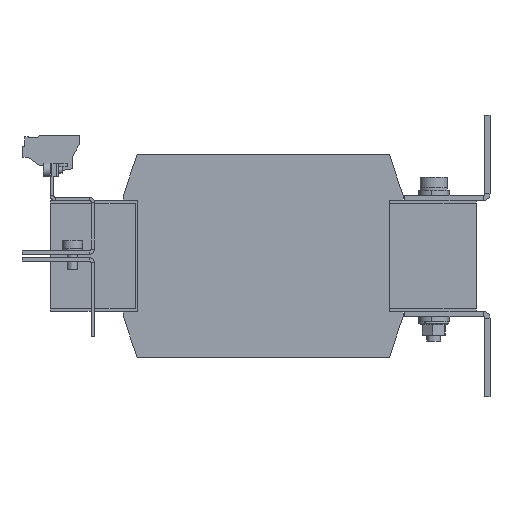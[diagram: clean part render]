
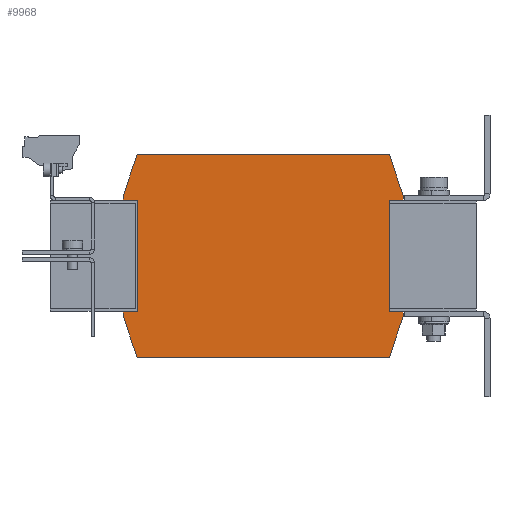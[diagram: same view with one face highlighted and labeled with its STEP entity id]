
A CAD part, left-side view. The second image highlights one B-rep face of the part: STEP entity #9968.
In plain terms, the highlighted planar face has unit normal (-1, 0, 0).
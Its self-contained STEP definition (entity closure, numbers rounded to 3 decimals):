
#415 = CARTESIAN_POINT ( 'NONE',  ( -98.25, -82., -35.55 ) ) ;
#434 = EDGE_CURVE ( 'NONE', #8107, #7270, #9755, .T. ) ;
#474 = VECTOR ( 'NONE', #3776, 1000. ) ;
#493 = DIRECTION ( 'NONE',  ( 0., -0.317, -0.948 ) ) ;
#494 = CARTESIAN_POINT ( 'NONE',  ( -98.25, -82., -35.55 ) ) ;
#508 = DIRECTION ( 'NONE',  ( 0., 0., 1. ) ) ;
#1242 = ORIENTED_EDGE ( 'NONE', *, *, #9376, .F. ) ;
#1368 = DIRECTION ( 'NONE',  ( 1., 0., 0. ) ) ;
#1592 = VERTEX_POINT ( 'NONE', #415 ) ;
#1606 = CARTESIAN_POINT ( 'NONE',  ( -98.25, 74., -32.75 ) ) ;
#1667 = CARTESIAN_POINT ( 'NONE',  ( -98.25, -82., 35.55 ) ) ;
#1680 = VECTOR ( 'NONE', #7850, 1000. ) ;
#1729 = DIRECTION ( 'NONE',  ( 0., 0., 1. ) ) ;
#1732 = LINE ( 'NONE', #10840, #2115 ) ;
#1793 = VECTOR ( 'NONE', #2525, 1000. ) ;
#1873 = ORIENTED_EDGE ( 'NONE', *, *, #14432, .F. ) ;
#1925 = CARTESIAN_POINT ( 'NONE',  ( -98.25, 82., 32.75 ) ) ;
#1980 = CARTESIAN_POINT ( 'NONE',  ( -98.25, 82., -32.75 ) ) ;
#1991 = CARTESIAN_POINT ( 'NONE',  ( -98.25, 74., -59.5 ) ) ;
#2115 = VECTOR ( 'NONE', #4692, 1000. ) ;
#2168 = DIRECTION ( 'NONE',  ( 0., 0.317, -0.948 ) ) ;
#2233 = VECTOR ( 'NONE', #508, 1000. ) ;
#2245 = VERTEX_POINT ( 'NONE', #14027 ) ;
#2525 = DIRECTION ( 'NONE',  ( 0., 1., 0. ) ) ;
#2770 = PLANE ( 'NONE',  #15949 ) ;
#2772 = ORIENTED_EDGE ( 'NONE', *, *, #11818, .F. ) ;
#2800 = EDGE_CURVE ( 'NONE', #1592, #13011, #10758, .T. ) ;
#2805 = DIRECTION ( 'NONE',  ( 0., 0., -1. ) ) ;
#3049 = DIRECTION ( 'NONE',  ( 0., 0., 1. ) ) ;
#3156 = EDGE_CURVE ( 'NONE', #11453, #1592, #12685, .T. ) ;
#3214 = VECTOR ( 'NONE', #12936, 1000. ) ;
#3500 = LINE ( 'NONE', #11615, #6562 ) ;
#3526 = ORIENTED_EDGE ( 'NONE', *, *, #7178, .F. ) ;
#3776 = DIRECTION ( 'NONE',  ( 0., -1., 0. ) ) ;
#3943 = VERTEX_POINT ( 'NONE', #14486 ) ;
#4208 = LINE ( 'NONE', #11240, #6153 ) ;
#4261 = EDGE_CURVE ( 'NONE', #9513, #7305, #14388, .T. ) ;
#4361 = LINE ( 'NONE', #8000, #3214 ) ;
#4503 = LINE ( 'NONE', #14866, #474 ) ;
#4692 = DIRECTION ( 'NONE',  ( 0., -1., 0. ) ) ;
#4947 = LINE ( 'NONE', #9131, #5899 ) ;
#4977 = CARTESIAN_POINT ( 'NONE',  ( -98.25, -74., 32.75 ) ) ;
#5309 = EDGE_CURVE ( 'NONE', #11420, #5983, #14546, .T. ) ;
#5405 = LINE ( 'NONE', #1667, #15074 ) ;
#5407 = VERTEX_POINT ( 'NONE', #14132 ) ;
#5469 = VECTOR ( 'NONE', #1729, 1000. ) ;
#5656 = CARTESIAN_POINT ( 'NONE',  ( -98.25, -74., -59.5 ) ) ;
#5899 = VECTOR ( 'NONE', #7821, 1000. ) ;
#5953 = EDGE_CURVE ( 'NONE', #14025, #5407, #11403, .T. ) ;
#5983 = VERTEX_POINT ( 'NONE', #15317 ) ;
#6094 = CARTESIAN_POINT ( 'NONE',  ( -98.25, 82., -35.55 ) ) ;
#6103 = ORIENTED_EDGE ( 'NONE', *, *, #5309, .F. ) ;
#6134 = ORIENTED_EDGE ( 'NONE', *, *, #7724, .F. ) ;
#6153 = VECTOR ( 'NONE', #13836, 1000. ) ;
#6562 = VECTOR ( 'NONE', #3049, 1000. ) ;
#7178 = EDGE_CURVE ( 'NONE', #7305, #10685, #10932, .T. ) ;
#7191 = ORIENTED_EDGE ( 'NONE', *, *, #12151, .F. ) ;
#7200 = EDGE_CURVE ( 'NONE', #9916, #3943, #4361, .T. ) ;
#7270 = VERTEX_POINT ( 'NONE', #1980 ) ;
#7305 = VERTEX_POINT ( 'NONE', #12005 ) ;
#7320 = VECTOR ( 'NONE', #10380, 1000. ) ;
#7601 = ORIENTED_EDGE ( 'NONE', *, *, #4261, .F. ) ;
#7724 = EDGE_CURVE ( 'NONE', #7860, #8107, #4947, .T. ) ;
#7821 = DIRECTION ( 'NONE',  ( 0., 0.317, 0.948 ) ) ;
#7850 = DIRECTION ( 'NONE',  ( 0., 0., -1. ) ) ;
#7860 = VERTEX_POINT ( 'NONE', #8097 ) ;
#7863 = CARTESIAN_POINT ( 'NONE',  ( -98.25, 82., -32.75 ) ) ;
#8000 = CARTESIAN_POINT ( 'NONE',  ( -98.25, -74., -32.75 ) ) ;
#8027 = CARTESIAN_POINT ( 'NONE',  ( -98.25, -74., -59.5 ) ) ;
#8097 = CARTESIAN_POINT ( 'NONE',  ( -98.25, 74., -59.5 ) ) ;
#8107 = VERTEX_POINT ( 'NONE', #6094 ) ;
#8111 = DIRECTION ( 'NONE',  ( 0., -1., 0. ) ) ;
#8137 = VECTOR ( 'NONE', #8111, 1000. ) ;
#8428 = VECTOR ( 'NONE', #11565, 1000. ) ;
#8742 = LINE ( 'NONE', #8818, #1793 ) ;
#8818 = CARTESIAN_POINT ( 'NONE',  ( -98.25, -74., 32.75 ) ) ;
#8895 = ORIENTED_EDGE ( 'NONE', *, *, #14146, .F. ) ;
#9131 = CARTESIAN_POINT ( 'NONE',  ( -98.25, 82., -35.55 ) ) ;
#9266 = CARTESIAN_POINT ( 'NONE',  ( -98.25, 82., 32.75 ) ) ;
#9376 = EDGE_CURVE ( 'NONE', #5983, #9916, #8742, .T. ) ;
#9513 = VERTEX_POINT ( 'NONE', #1606 ) ;
#9699 = VECTOR ( 'NONE', #2805, 1000. ) ;
#9755 = LINE ( 'NONE', #7863, #2233 ) ;
#9916 = VERTEX_POINT ( 'NONE', #4977 ) ;
#9968 = ADVANCED_FACE ( 'NONE', ( #13751 ), #2770, .F. ) ;
#9981 = VECTOR ( 'NONE', #2168, 1000. ) ;
#10173 = CARTESIAN_POINT ( 'NONE',  ( -98.25, -82., 32.75 ) ) ;
#10380 = DIRECTION ( 'NONE',  ( 0., 1., 0. ) ) ;
#10651 = ORIENTED_EDGE ( 'NONE', *, *, #3156, .F. ) ;
#10685 = VERTEX_POINT ( 'NONE', #9266 ) ;
#10758 = LINE ( 'NONE', #5656, #9981 ) ;
#10806 = CARTESIAN_POINT ( 'NONE',  ( -98.25, -82., -32.75 ) ) ;
#10840 = CARTESIAN_POINT ( 'NONE',  ( -98.25, -82., -32.75 ) ) ;
#10932 = LINE ( 'NONE', #1925, #8428 ) ;
#11240 = CARTESIAN_POINT ( 'NONE',  ( -98.25, 74., 59.5 ) ) ;
#11403 = LINE ( 'NONE', #11769, #8137 ) ;
#11420 = VERTEX_POINT ( 'NONE', #11821 ) ;
#11453 = VERTEX_POINT ( 'NONE', #10806 ) ;
#11565 = DIRECTION ( 'NONE',  ( 0., 1., 0. ) ) ;
#11615 = CARTESIAN_POINT ( 'NONE',  ( -98.25, 82., 35.55 ) ) ;
#11769 = CARTESIAN_POINT ( 'NONE',  ( -98.25, -74., 59.5 ) ) ;
#11818 = EDGE_CURVE ( 'NONE', #13011, #7860, #15849, .T. ) ;
#11821 = CARTESIAN_POINT ( 'NONE',  ( -98.25, -82., 35.55 ) ) ;
#12005 = CARTESIAN_POINT ( 'NONE',  ( -98.25, 74., 32.75 ) ) ;
#12151 = EDGE_CURVE ( 'NONE', #2245, #14025, #4208, .T. ) ;
#12385 = EDGE_LOOP ( 'NONE', ( #3526, #7601, #15760, #15306, #6134, #2772, #12985, #10651, #12597, #13944, #1242, #6103, #1873, #14680, #7191, #8895 ) ) ;
#12485 = CARTESIAN_POINT ( 'NONE',  ( -98.25, 0., 0. ) ) ;
#12597 = ORIENTED_EDGE ( 'NONE', *, *, #14984, .F. ) ;
#12633 = CARTESIAN_POINT ( 'NONE',  ( -98.25, 74., 32.75 ) ) ;
#12656 = EDGE_CURVE ( 'NONE', #7270, #9513, #4503, .T. ) ;
#12685 = LINE ( 'NONE', #494, #1680 ) ;
#12936 = DIRECTION ( 'NONE',  ( 0., 0., -1. ) ) ;
#12985 = ORIENTED_EDGE ( 'NONE', *, *, #2800, .F. ) ;
#13011 = VERTEX_POINT ( 'NONE', #8027 ) ;
#13751 = FACE_OUTER_BOUND ( 'NONE', #12385, .T. ) ;
#13836 = DIRECTION ( 'NONE',  ( 0., -0.317, 0.948 ) ) ;
#13944 = ORIENTED_EDGE ( 'NONE', *, *, #7200, .F. ) ;
#14025 = VERTEX_POINT ( 'NONE', #14058 ) ;
#14027 = CARTESIAN_POINT ( 'NONE',  ( -98.25, 82., 35.55 ) ) ;
#14058 = CARTESIAN_POINT ( 'NONE',  ( -98.25, 74., 59.5 ) ) ;
#14132 = CARTESIAN_POINT ( 'NONE',  ( -98.25, -74., 59.5 ) ) ;
#14146 = EDGE_CURVE ( 'NONE', #10685, #2245, #3500, .T. ) ;
#14388 = LINE ( 'NONE', #12633, #5469 ) ;
#14432 = EDGE_CURVE ( 'NONE', #5407, #11420, #5405, .T. ) ;
#14486 = CARTESIAN_POINT ( 'NONE',  ( -98.25, -74., -32.75 ) ) ;
#14546 = LINE ( 'NONE', #10173, #9699 ) ;
#14680 = ORIENTED_EDGE ( 'NONE', *, *, #5953, .F. ) ;
#14866 = CARTESIAN_POINT ( 'NONE',  ( -98.25, 74., -32.75 ) ) ;
#14967 = DIRECTION ( 'NONE',  ( 0., 0., -1. ) ) ;
#14984 = EDGE_CURVE ( 'NONE', #3943, #11453, #1732, .T. ) ;
#15074 = VECTOR ( 'NONE', #493, 1000. ) ;
#15306 = ORIENTED_EDGE ( 'NONE', *, *, #434, .F. ) ;
#15317 = CARTESIAN_POINT ( 'NONE',  ( -98.25, -82., 32.75 ) ) ;
#15760 = ORIENTED_EDGE ( 'NONE', *, *, #12656, .F. ) ;
#15849 = LINE ( 'NONE', #1991, #7320 ) ;
#15949 = AXIS2_PLACEMENT_3D ( 'NONE', #12485, #1368, #14967 ) ;
